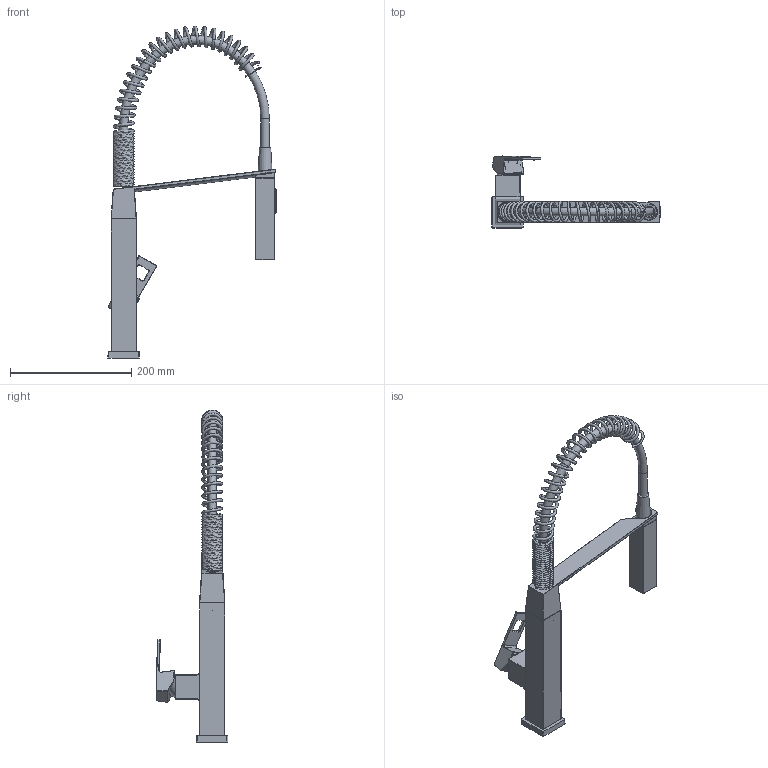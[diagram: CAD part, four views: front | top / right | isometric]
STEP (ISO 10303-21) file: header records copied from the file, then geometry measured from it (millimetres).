
FILE_DESCRIPTION(/* description */ ('Unknown'),/* implementation_level */ '2;1');
FILE_NAME(/* name */ '31395000',/* time_stamp */ '2022-09-09T04:38:33+02:00',/* author */ ('Unknown'),/* organization */ ('GROHE AG'),/* preprocessor_version */ 'ST-DEVELOPER v16.7',/* originating_system */ 'DEX',/* authorisation */ $);
FILE_SCHEMA (('AUTOMOTIVE_DESIGN {1 0 10303 214 3 1 1}'));
Products named in the file (13): 31395000; 31395000_0; 31395000_1; 31395000_2; 31395000_3; 02103-401813; 31395000_4; 31395000_5; 31395000_6; 31395000_7; 31395000_8; 31395000_9
Assembly tree (12 placements, depth 2):
  31395000
    31395000
    31395000_0
    31395000_1
    31395000_2
    31395000_3
    02103-401813
    31395000_4
    31395000_5
    31395000_6
    31395000_7
    31395000_8
    31395000_9
Bounding box: 277.65 x 118.83 x 548.53 mm (x, y, z)
Volume: 635247.6 mm3; surface area: 278184.8 mm2
Topology: 12 solids, 15 shells, 1380 faces, 3385 edges, 1995 vertices
Faces by surface type: plane 564, cylinder 360, bspline 248, torus 90, sphere 84, cone 34
Full cylindrical faces by diameter (mm): 3.242 x4, 5 x1, 8.5 x1, 9 x2, 9.5 x2, 10 x7, 10.5 x4, 11 x3, 12.5 x1, 13.5 x3, 14 x4, 14.5 x1, 15.5 x2, 16 x1, 16.5 x2, 17 x1, 17.5 x1, 20 x2, 20.917 x2, 22.3 x1, 24 x1, 25.7 x1, 28 x1, 30 x1, 36 x1, 40 x1
Entity records: 66863 total; most frequent: CARTESIAN_POINT 32401, ORIENTED_EDGE 6306, DIRECTION 5555, EDGE_CURVE 3153, AXIS2_PLACEMENT_3D 1961, VERTEX_POINT 1957, LINE 1633, VECTOR 1633
